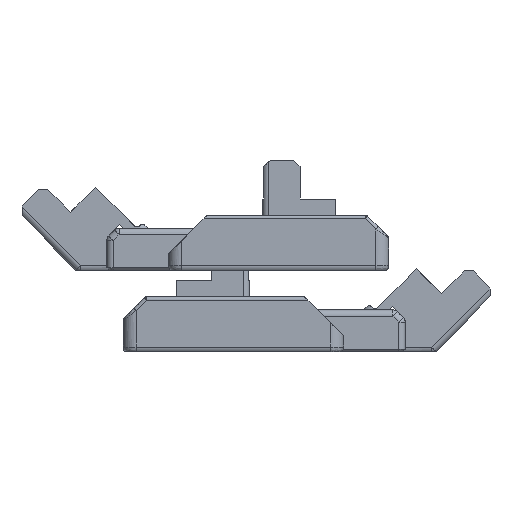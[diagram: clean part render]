
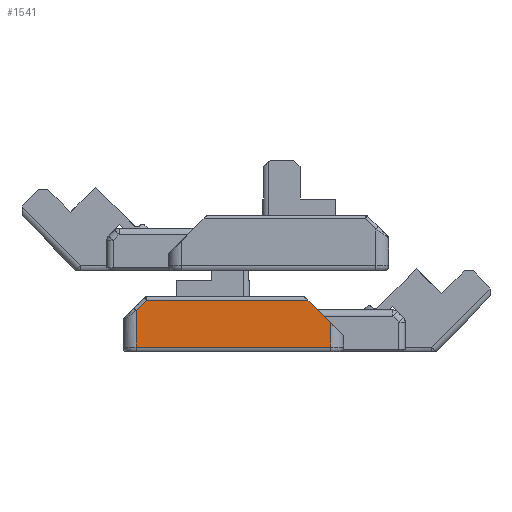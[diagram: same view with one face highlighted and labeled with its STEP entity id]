
A CAD part, left-side view. The second image highlights one B-rep face of the part: STEP entity #1541.
In plain terms, the highlighted planar face has unit normal (-1, 0, 0).
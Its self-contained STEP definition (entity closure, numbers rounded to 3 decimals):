
#1541=ADVANCED_FACE('',(#2467),#2021,.F.);
#2021=PLANE('',#12358);
#2467=FACE_OUTER_BOUND('',#3133,.T.);
#3133=EDGE_LOOP('',(#5479,#5480,#5481,#5482,#5483,#5484));
#5479=ORIENTED_EDGE('',*,*,#8951,.F.);
#5480=ORIENTED_EDGE('',*,*,#8952,.T.);
#5481=ORIENTED_EDGE('',*,*,#8953,.T.);
#5482=ORIENTED_EDGE('',*,*,#8954,.T.);
#5483=ORIENTED_EDGE('',*,*,#8955,.T.);
#5484=ORIENTED_EDGE('',*,*,#8927,.T.);
#7660=VERTEX_POINT('',#18210);
#7661=VERTEX_POINT('',#18212);
#7679=VERTEX_POINT('',#18259);
#7680=VERTEX_POINT('',#18261);
#7681=VERTEX_POINT('',#18263);
#7682=VERTEX_POINT('',#18265);
#8927=EDGE_CURVE('',#7661,#7660,#10228,.T.);
#8951=EDGE_CURVE('',#7679,#7660,#10238,.T.);
#8952=EDGE_CURVE('',#7679,#7680,#10239,.T.);
#8953=EDGE_CURVE('',#7680,#7681,#10240,.T.);
#8954=EDGE_CURVE('',#7681,#7682,#10241,.T.);
#8955=EDGE_CURVE('',#7682,#7661,#10242,.T.);
#10228=LINE('',#18211,#11214);
#10238=LINE('',#18258,#11224);
#10239=LINE('',#18260,#11225);
#10240=LINE('',#18262,#11226);
#10241=LINE('',#18264,#11227);
#10242=LINE('',#18266,#11228);
#11214=VECTOR('',#14589,1.);
#11224=VECTOR('',#14637,1.);
#11225=VECTOR('',#14638,1.);
#11226=VECTOR('',#14639,1.);
#11227=VECTOR('',#14640,1.);
#11228=VECTOR('',#14641,1.);
#12358=AXIS2_PLACEMENT_3D('',#18267,#14642,#14643);
#14589=DIRECTION('',(0.,0.,1.));
#14637=DIRECTION('',(0.,-0.707,-0.707));
#14638=DIRECTION('',(0.,1.,0.));
#14639=DIRECTION('',(0.,0.707,-0.707));
#14640=DIRECTION('',(0.,0.,-1.));
#14641=DIRECTION('',(0.,-1.,0.));
#14642=DIRECTION('',(1.,0.,0.));
#14643=DIRECTION('',(0.,0.,-1.));
#18210=CARTESIAN_POINT('',(-623.2,-19.825,345.375));
#18211=CARTESIAN_POINT('',(-623.2,-19.825,345.875));
#18212=CARTESIAN_POINT('',(-623.2,-19.825,341.625));
#18258=CARTESIAN_POINT('',(-623.2,-20.575,344.625));
#18259=CARTESIAN_POINT('',(-623.2,-16.325,348.875));
#18260=CARTESIAN_POINT('',(-623.2,-1.825,348.875));
#18261=CARTESIAN_POINT('',(-623.2,8.554,348.875));
#18262=CARTESIAN_POINT('',(-623.2,9.614,347.814));
#18263=CARTESIAN_POINT('',(-623.2,10.175,347.254));
#18264=CARTESIAN_POINT('',(-623.2,10.175,340.875));
#18265=CARTESIAN_POINT('',(-623.2,10.175,341.625));
#18266=CARTESIAN_POINT('',(-623.2,-18.825,341.625));
#18267=CARTESIAN_POINT('',(-623.2,-10.825,341.375));
